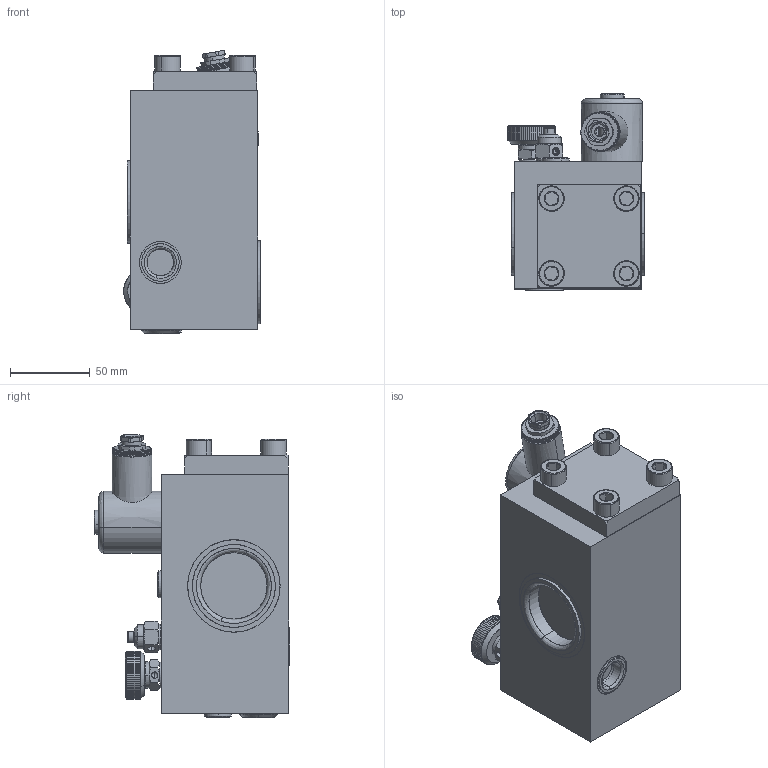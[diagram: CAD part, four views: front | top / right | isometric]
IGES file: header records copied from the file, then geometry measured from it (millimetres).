
Start section: SolidWorks IGES file using analytic representation for surfaces
Global section: file name: L 10_1_5.IGS; native system: SolidWorks 2011; preprocessor: SolidWorks 2011; author: P.Mehta; date: 111104.133507; units: millimetre
Bounding box: 85.7 x 123 x 177.87 mm (x, y, z)
Surface area: 92089.9 mm2 (no closed solid volume)
Topology: 0 solids, 0 shells, 689 faces, 8841 edges, 8839 vertices
Faces by surface type: revolution 412, bspline 277
